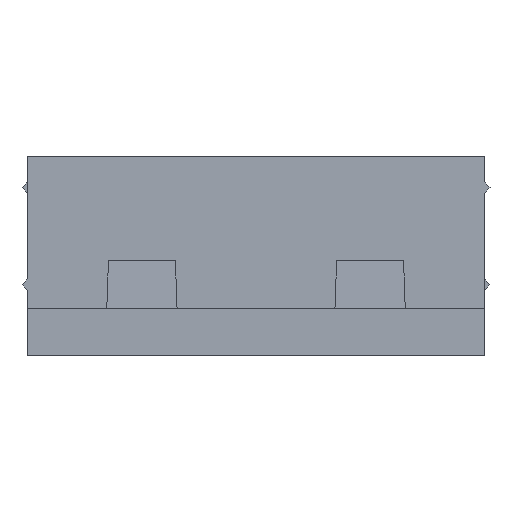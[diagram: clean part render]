
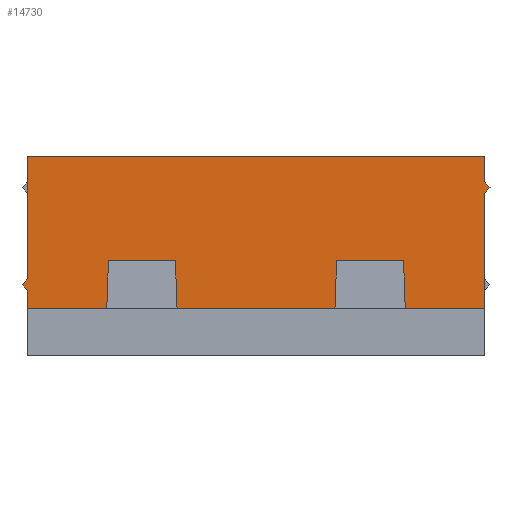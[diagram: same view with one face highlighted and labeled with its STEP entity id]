
A CAD part, left-side view. The second image highlights one B-rep face of the part: STEP entity #14730.
In plain terms, the highlighted face is planar.
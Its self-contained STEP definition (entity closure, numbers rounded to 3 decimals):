
#390=CARTESIAN_POINT('',(15.3,19.5,
15.));
#400=VERTEX_POINT('',#390);
#430=CARTESIAN_POINT('',(70.678,19.5,
15.));
#440=DIRECTION('',(1.,0.,0.));
#450=VECTOR('',#440,1.);
#460=LINE('',#430,#450);
#470=CARTESIAN_POINT('',(54.3,19.5,
15.));
#480=VERTEX_POINT('',#470);
#490=EDGE_CURVE('',#400,#480,#460,.T.);
#3940=CARTESIAN_POINT('',(15.3,19.5,
2.));
#3950=VERTEX_POINT('',#3940);
#3980=CARTESIAN_POINT('',(15.3,19.5,
0.));
#3990=DIRECTION('',(0.,0.,-1.));
#4000=VECTOR('',#3990,1.);
#4010=LINE('',#3980,#4000);
#4020=CARTESIAN_POINT('',(15.3,19.5,
11.85));
#4030=VERTEX_POINT('',#4020);
#4040=EDGE_CURVE('',#4030,#3950,#4010,.T.);
#4260=CARTESIAN_POINT('',(15.3,19.5,
12.85));
#4270=VERTEX_POINT('',#4260);
#4300=CARTESIAN_POINT('',(15.3,19.5,
0.));
#4310=DIRECTION('',(0.,0.,-1.));
#4320=VECTOR('',#4310,1.);
#4330=LINE('',#4300,#4320);
#4340=EDGE_CURVE('',#400,#4270,#4330,.T.);
#6180=CARTESIAN_POINT('',(54.3,19.5,
2.));
#6190=VERTEX_POINT('',#6180);
#6220=CARTESIAN_POINT('',(92.028,19.5,
2.));
#6230=DIRECTION('',(1.,0.,0.));
#6240=VECTOR('',#6230,1.);
#6250=LINE('',#6220,#6240);
#6260=CARTESIAN_POINT('',(46.053,19.5,
2.));
#6270=VERTEX_POINT('',#6260);
#6280=EDGE_CURVE('',#6270,#6190,#6250,.T.);
#6820=CARTESIAN_POINT('',(43.047,19.5,
2.));
#6830=VERTEX_POINT('',#6820);
#6860=CARTESIAN_POINT('',(26.553,19.5,
2.));
#6870=VERTEX_POINT('',#6860);
#6880=EDGE_CURVE('',#6870,#6830,#6250,.T.);
#7420=CARTESIAN_POINT('',(23.547,19.5,
2.));
#7430=VERTEX_POINT('',#7420);
#7460=CARTESIAN_POINT('',(72.528,19.5,
2.));
#7470=DIRECTION('',(1.,0.,0.));
#7480=VECTOR('',#7470,1.);
#7490=LINE('',#7460,#7480);
#7500=EDGE_CURVE('',#3950,#7430,#7490,.T.);
#13720=CARTESIAN_POINT('',(44.55,19.5,
5.75));
#13730=DIRECTION('',(0.,-1.,0.));
#13740=DIRECTION('',(1.,0.,0.));
#13750=AXIS2_PLACEMENT_3D('',#13720,#13730,#13740);
#13760=PLANE('',#13750);
#13770=ORIENTED_EDGE('',*,*,#4340,.F.);
#13780=CARTESIAN_POINT('',(72.528,19.5,
70.078));
#13790=DIRECTION('',(0.707,0.,
0.707));
#13800=VECTOR('',#13790,1.);
#13810=LINE('',#13780,#13800);
#13820=CARTESIAN_POINT('',(14.8,19.5,
12.35));
#13830=VERTEX_POINT('',#13820);
#13840=EDGE_CURVE('',#13830,#4270,#13810,.T.);
#13850=ORIENTED_EDGE('',*,*,#13840,.T.);
#13860=CARTESIAN_POINT('',(27.15,19.5,
0.));
#13870=DIRECTION('',(-0.707,0.,
0.707));
#13880=VECTOR('',#13870,1.);
#13890=LINE('',#13860,#13880);
#13900=EDGE_CURVE('',#4030,#13830,#13890,.T.);
#13910=ORIENTED_EDGE('',*,*,#13900,.T.);
#13920=ORIENTED_EDGE('',*,*,#4040,.F.);
#13930=ORIENTED_EDGE('',*,*,#7500,.F.);
#13940=CARTESIAN_POINT('',(23.477,19.5,
0.));
#13950=DIRECTION('',(0.035,0.,
0.999));
#13960=VECTOR('',#13950,1.);
#13970=LINE('',#13940,#13960);
#13980=CARTESIAN_POINT('',(23.69,19.5,
6.1));
#13990=VERTEX_POINT('',#13980);
#14000=EDGE_CURVE('',#7430,#13990,#13970,.T.);
#14010=ORIENTED_EDGE('',*,*,#14000,.F.);
#14020=CARTESIAN_POINT('',(70.678,19.5,
6.1));
#14030=DIRECTION('',(-1.,0.,0.));
#14040=VECTOR('',#14030,1.);
#14050=LINE('',#14020,#14040);
#14060=CARTESIAN_POINT('',(26.41,19.5,
6.1));
#14070=VERTEX_POINT('',#14060);
#14080=EDGE_CURVE('',#14070,#13990,#14050,.T.);
#14090=ORIENTED_EDGE('',*,*,#14080,.T.);
#14100=CARTESIAN_POINT('',(26.623,19.5,
0.));
#14110=DIRECTION('',(0.035,0.,
-0.999));
#14120=VECTOR('',#14110,1.);
#14130=LINE('',#14100,#14120);
#14140=EDGE_CURVE('',#14070,#6870,#14130,.T.);
#14150=ORIENTED_EDGE('',*,*,#14140,.F.);
#14160=ORIENTED_EDGE('',*,*,#6880,.F.);
#14170=CARTESIAN_POINT('',(42.977,19.5,
0.));
#14180=DIRECTION('',(0.035,0.,
0.999));
#14190=VECTOR('',#14180,1.);
#14200=LINE('',#14170,#14190);
#14210=CARTESIAN_POINT('',(43.19,19.5,
6.1));
#14220=VERTEX_POINT('',#14210);
#14230=EDGE_CURVE('',#6830,#14220,#14200,.T.);
#14240=ORIENTED_EDGE('',*,*,#14230,.F.);
#14250=CARTESIAN_POINT('',(70.678,19.5,
6.1));
#14260=DIRECTION('',(-1.,0.,0.));
#14270=VECTOR('',#14260,1.);
#14280=LINE('',#14250,#14270);
#14290=CARTESIAN_POINT('',(45.91,19.5,
6.1));
#14300=VERTEX_POINT('',#14290);
#14310=EDGE_CURVE('',#14300,#14220,#14280,.T.);
#14320=ORIENTED_EDGE('',*,*,#14310,.T.);
#14330=CARTESIAN_POINT('',(46.123,19.5,
0.));
#14340=DIRECTION('',(0.035,0.,
-0.999));
#14350=VECTOR('',#14340,1.);
#14360=LINE('',#14330,#14350);
#14370=EDGE_CURVE('',#14300,#6270,#14360,.T.);
#14380=ORIENTED_EDGE('',*,*,#14370,.F.);
#14390=ORIENTED_EDGE('',*,*,#6280,.F.);
#14400=CARTESIAN_POINT('',(54.3,19.5,
0.));
#14410=DIRECTION('',(0.,0.,1.));
#14420=VECTOR('',#14410,1.);
#14430=LINE('',#14400,#14420);
#14440=CARTESIAN_POINT('',(54.3,19.5,
3.55));
#14450=VERTEX_POINT('',#14440);
#14460=EDGE_CURVE('',#6190,#14450,#14430,.T.);
#14470=ORIENTED_EDGE('',*,*,#14460,.F.);
#14480=CARTESIAN_POINT('',(91.528,19.5,
40.778));
#14490=DIRECTION('',(-0.707,0.,
-0.707));
#14500=VECTOR('',#14490,1.);
#14510=LINE('',#14480,#14500);
#14520=CARTESIAN_POINT('',(54.8,19.5,
4.05));
#14530=VERTEX_POINT('',#14520);
#14540=EDGE_CURVE('',#14530,#14450,#14510,.T.);
#14550=ORIENTED_EDGE('',*,*,#14540,.T.);
#14560=CARTESIAN_POINT('',(91.528,19.5,
-32.678));
#14570=DIRECTION('',(0.707,0.,
-0.707));
#14580=VECTOR('',#14570,1.);
#14590=LINE('',#14560,#14580);
#14600=CARTESIAN_POINT('',(54.3,19.5,
4.55));
#14610=VERTEX_POINT('',#14600);
#14620=EDGE_CURVE('',#14610,#14530,#14590,.T.);
#14630=ORIENTED_EDGE('',*,*,#14620,.T.);
#14640=CARTESIAN_POINT('',(54.3,19.5,
0.));
#14650=DIRECTION('',(0.,0.,1.));
#14660=VECTOR('',#14650,1.);
#14670=LINE('',#14640,#14660);
#14680=EDGE_CURVE('',#14610,#480,#14670,.T.);
#14690=ORIENTED_EDGE('',*,*,#14680,.F.);
#14700=ORIENTED_EDGE('',*,*,#490,.T.);
#14710=EDGE_LOOP('',(#14700,#14690,#14630,#14550,#14470,#14390,#14380,
#14320,#14240,#14160,#14150,#14090,#14010,#13930,#13920,#13910,#13850,
#13770));
#14720=FACE_OUTER_BOUND('',#14710,.T.);
#14730=ADVANCED_FACE('',(#14720),#13760,.F.);
